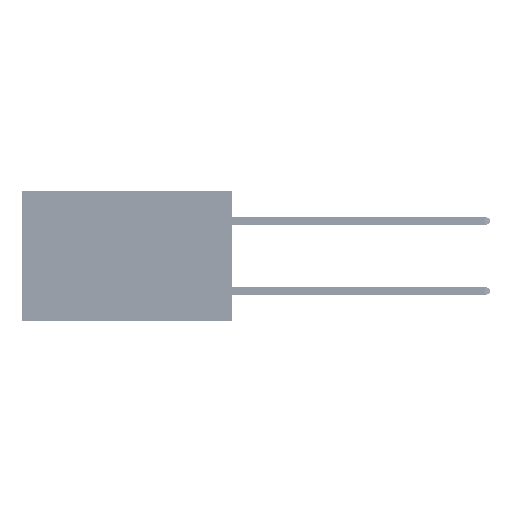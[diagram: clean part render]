
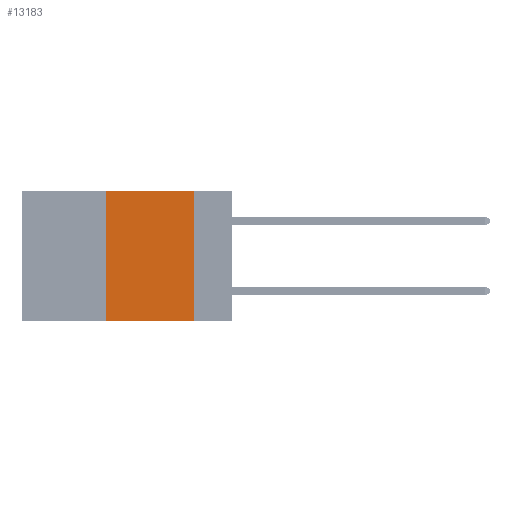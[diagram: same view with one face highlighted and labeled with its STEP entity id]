
A CAD part, left-side view. The second image highlights one B-rep face of the part: STEP entity #13183.
In plain terms, the highlighted planar face has unit normal (-1, 0, 0).
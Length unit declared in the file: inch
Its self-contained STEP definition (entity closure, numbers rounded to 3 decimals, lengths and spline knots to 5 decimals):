
#447 = DIRECTION ( 'NONE',  ( 1., 0., 0. ) ) ;
#513 = CARTESIAN_POINT ( 'NONE',  ( 0., 0.11, 0. ) ) ;
#628 = CARTESIAN_POINT ( 'NONE',  ( 0., 0.36, -0.37 ) ) ;
#1855 = DIRECTION ( 'NONE',  ( 0., -1., 0. ) ) ;
#2448 = LINE ( 'NONE', #38310, #23023 ) ;
#4143 = VERTEX_POINT ( 'NONE', #628 ) ;
#4767 = ORIENTED_EDGE ( 'NONE', *, *, #5729, .T. ) ;
#4784 = VECTOR ( 'NONE', #24040, 39.37008 ) ;
#5729 = EDGE_CURVE ( 'NONE', #4143, #19723, #2448, .T. ) ;
#5989 = CARTESIAN_POINT ( 'NONE',  ( 0., 0.6, 0. ) ) ;
#6258 = EDGE_CURVE ( 'NONE', #16535, #20113, #8135, .T. ) ;
#8135 = LINE ( 'NONE', #5989, #50387 ) ;
#13183 = ADVANCED_FACE ( 'NONE', ( #30741 ), #49461, .F. ) ;
#16535 = VERTEX_POINT ( 'NONE', #21835 ) ;
#19723 = VERTEX_POINT ( 'NONE', #34165 ) ;
#19924 = CARTESIAN_POINT ( 'NONE',  ( 0., 0.36, 0. ) ) ;
#20113 = VERTEX_POINT ( 'NONE', #36245 ) ;
#21835 = CARTESIAN_POINT ( 'NONE',  ( 0., 0.36, 0. ) ) ;
#23023 = VECTOR ( 'NONE', #42399, 39.37008 ) ;
#23641 = EDGE_CURVE ( 'NONE', #20113, #19723, #41798, .T. ) ;
#24040 = DIRECTION ( 'NONE',  ( 0., 0., 1. ) ) ;
#24370 = AXIS2_PLACEMENT_3D ( 'NONE', #41302, #447, #29176 ) ;
#28404 = VECTOR ( 'NONE', #41548, 39.37008 ) ;
#29176 = DIRECTION ( 'NONE',  ( 0., 0., -1. ) ) ;
#30741 = FACE_OUTER_BOUND ( 'NONE', #31531, .T. ) ;
#31491 = ORIENTED_EDGE ( 'NONE', *, *, #46245, .F. ) ;
#31531 = EDGE_LOOP ( 'NONE', ( #43250, #35330, #31491, #4767 ) ) ;
#34165 = CARTESIAN_POINT ( 'NONE',  ( 0., 0.11, -0.37 ) ) ;
#35330 = ORIENTED_EDGE ( 'NONE', *, *, #6258, .F. ) ;
#36245 = CARTESIAN_POINT ( 'NONE',  ( 0., 0.11, 0. ) ) ;
#37471 = LINE ( 'NONE', #19924, #4784 ) ;
#38310 = CARTESIAN_POINT ( 'NONE',  ( 0., 0.6, -0.37 ) ) ;
#41302 = CARTESIAN_POINT ( 'NONE',  ( 0., 0.6, 0. ) ) ;
#41548 = DIRECTION ( 'NONE',  ( 0., 0., -1. ) ) ;
#41798 = LINE ( 'NONE', #513, #28404 ) ;
#42399 = DIRECTION ( 'NONE',  ( 0., -1., 0. ) ) ;
#43250 = ORIENTED_EDGE ( 'NONE', *, *, #23641, .F. ) ;
#46245 = EDGE_CURVE ( 'NONE', #4143, #16535, #37471, .T. ) ;
#49461 = PLANE ( 'NONE',  #24370 ) ;
#50387 = VECTOR ( 'NONE', #1855, 39.37008 ) ;
